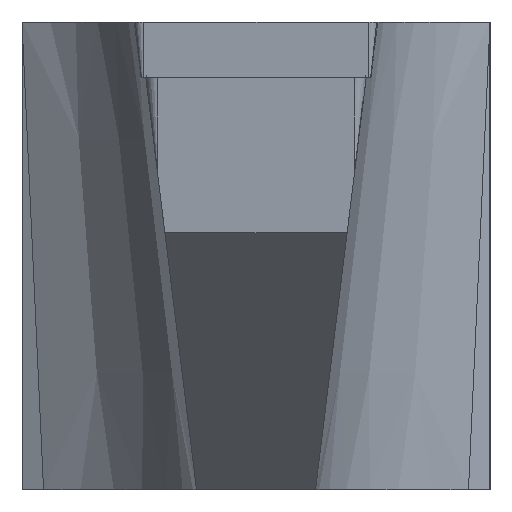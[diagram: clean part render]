
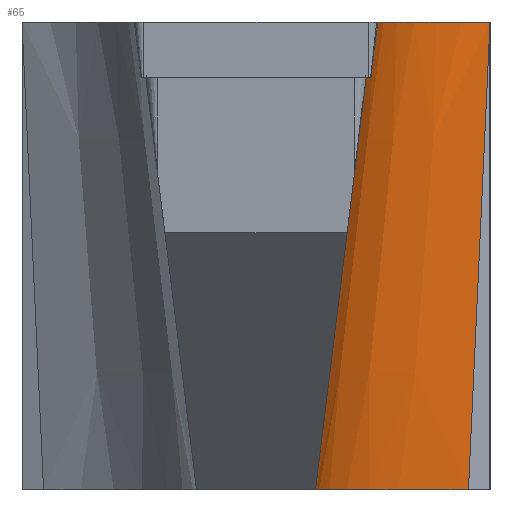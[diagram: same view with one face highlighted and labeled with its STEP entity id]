
A CAD part, left-side view. The second image highlights one B-rep face of the part: STEP entity #65.
In plain terms, the highlighted conical face has half-angle 7 degrees and reference radius 8 mm.
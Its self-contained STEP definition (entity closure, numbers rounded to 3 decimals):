
#46=CONICAL_SURFACE('',#557,8.,7.);
#65=ADVANCED_FACE('',(#114),#46,.F.);
#114=FACE_OUTER_BOUND('',#142,.T.);
#142=EDGE_LOOP('',(#245,#246,#247,#248));
#163=CIRCLE('',#547,8.);
#165=CIRCLE('',#550,10.456);
#245=ORIENTED_EDGE('',*,*,#396,.F.);
#246=ORIENTED_EDGE('',*,*,#405,.F.);
#247=ORIENTED_EDGE('',*,*,#386,.F.);
#248=ORIENTED_EDGE('',*,*,#402,.T.);
#335=VERTEX_POINT('',#788);
#336=VERTEX_POINT('',#790);
#337=VERTEX_POINT('',#794);
#344=VERTEX_POINT('',#808);
#386=EDGE_CURVE('',#335,#336,#163,.T.);
#396=EDGE_CURVE('',#344,#337,#165,.T.);
#402=EDGE_CURVE('',#335,#337,#462,.T.);
#405=EDGE_CURVE('',#336,#344,#465,.T.);
#462=LINE('',#819,#516);
#465=LINE('',#824,#519);
#516=VECTOR('',#651,1.);
#519=VECTOR('',#658,1.);
#547=AXIS2_PLACEMENT_3D('',#789,#622,#623);
#550=AXIS2_PLACEMENT_3D('',#809,#636,#637);
#557=AXIS2_PLACEMENT_3D('',#825,#659,#660);
#622=DIRECTION('',(0.,0.,-1.));
#623=DIRECTION('',(1.,0.,0.));
#636=DIRECTION('',(0.,0.,1.));
#637=DIRECTION('',(1.,0.,0.));
#651=DIRECTION('',(0.,0.122,-0.993));
#658=DIRECTION('',(0.113,0.046,-0.993));
#659=DIRECTION('',(0.,0.,-1.));
#660=DIRECTION('',(1.,0.,0.));
#788=CARTESIAN_POINT('',(50.,-15.,0.));
#789=CARTESIAN_POINT('',(50.,-23.,0.));
#790=CARTESIAN_POINT('',(57.416,-20.,0.));
#794=CARTESIAN_POINT('',(50.,-12.544,-20.));
#808=CARTESIAN_POINT('',(59.693,-19.079,-20.));
#809=CARTESIAN_POINT('',(50.,-23.,-20.));
#819=CARTESIAN_POINT('',(50.,-15.,0.));
#824=CARTESIAN_POINT('',(57.416,-20.,0.));
#825=CARTESIAN_POINT('',(50.,-23.,0.));
